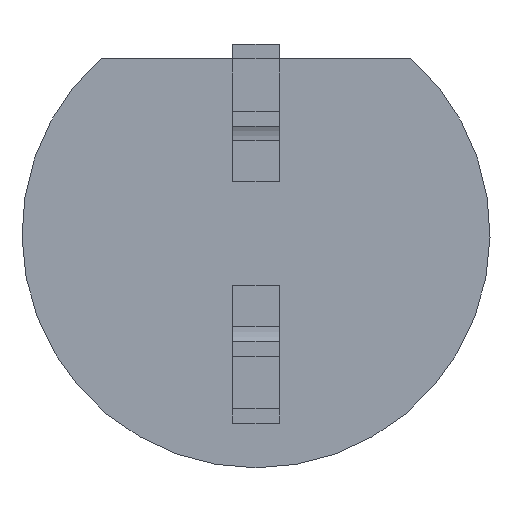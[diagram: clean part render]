
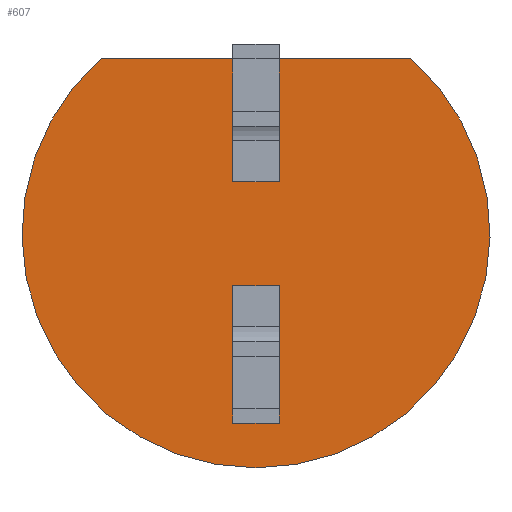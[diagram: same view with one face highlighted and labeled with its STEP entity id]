
A CAD part, front view. The second image highlights one B-rep face of the part: STEP entity #607.
In plain terms, the highlighted planar face has unit normal (0, -1, 0).
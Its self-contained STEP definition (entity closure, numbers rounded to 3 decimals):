
#427 = EDGE_CURVE ( 'NONE', #3616, #654, #4995, .T. ) ;
#483 = ORIENTED_EDGE ( 'NONE', *, *, #705, .T. ) ;
#607 = ADVANCED_FACE ( 'NONE', ( #5532, #5531, #5530 ), #5574, .T. ) ;
#608 = EDGE_LOOP ( 'NONE', ( #609, #614, #483, #20171 ) ) ;
#609 = ORIENTED_EDGE ( 'NONE', *, *, #610, .F. ) ;
#610 = EDGE_CURVE ( 'NONE', #611, #613, #5572, .T. ) ;
#611 = VERTEX_POINT ( 'NONE', #5565 ) ;
#613 = VERTEX_POINT ( 'NONE', #5563 ) ;
#614 = ORIENTED_EDGE ( 'NONE', *, *, #615, .T. ) ;
#615 = EDGE_CURVE ( 'NONE', #611, #616, #5562, .T. ) ;
#616 = VERTEX_POINT ( 'NONE', #5558 ) ;
#654 = VERTEX_POINT ( 'NONE', #5622 ) ;
#659 = VERTEX_POINT ( 'NONE', #5655 ) ;
#660 = ORIENTED_EDGE ( 'NONE', *, *, #20163, .F. ) ;
#696 = EDGE_CURVE ( 'NONE', #613, #659, #5716, .T. ) ;
#700 = ORIENTED_EDGE ( 'NONE', *, *, #3251, .T. ) ;
#702 = ORIENTED_EDGE ( 'NONE', *, *, #703, .F. ) ;
#703 = EDGE_CURVE ( 'NONE', #3252, #708, #5754, .T. ) ;
#705 = EDGE_CURVE ( 'NONE', #616, #659, #5750, .T. ) ;
#706 = ORIENTED_EDGE ( 'NONE', *, *, #427, .T. ) ;
#708 = VERTEX_POINT ( 'NONE', #5746 ) ;
#720 = ORIENTED_EDGE ( 'NONE', *, *, #721, .F. ) ;
#721 = EDGE_CURVE ( 'NONE', #708, #730, #5778, .T. ) ;
#722 = ORIENTED_EDGE ( 'NONE', *, *, #3586, .T. ) ;
#728 = ORIENTED_EDGE ( 'NONE', *, *, #729, .T. ) ;
#729 = EDGE_CURVE ( 'NONE', #3160, #730, #5808, .T. ) ;
#730 = VERTEX_POINT ( 'NONE', #5804 ) ;
#735 = EDGE_LOOP ( 'NONE', ( #728, #720, #702, #700 ) ) ;
#3160 = VERTEX_POINT ( 'NONE', #17202 ) ;
#3251 = EDGE_CURVE ( 'NONE', #3252, #3160, #17458, .T. ) ;
#3252 = VERTEX_POINT ( 'NONE', #17454 ) ;
#3586 = EDGE_CURVE ( 'NONE', #3587, #3616, #18516, .T. ) ;
#3587 = VERTEX_POINT ( 'NONE', #18511 ) ;
#3616 = VERTEX_POINT ( 'NONE', #18337 ) ;
#4991 = DIRECTION ( 'NONE',  ( 1., 0., 0. ) ) ;
#4992 = DIRECTION ( 'NONE',  ( 0., -1., 0. ) ) ;
#4993 = CARTESIAN_POINT ( 'NONE',  ( 0., -1., 0. ) ) ;
#4994 = AXIS2_PLACEMENT_3D ( 'NONE', #4993, #4992, #4991 ) ;
#4995 = CIRCLE ( 'NONE', #4994, 2. ) ;
#5530 = FACE_BOUND ( 'NONE', #735, .T. ) ;
#5531 = FACE_OUTER_BOUND ( 'NONE', #20164, .T. ) ;
#5532 = FACE_BOUND ( 'NONE', #608, .T. ) ;
#5558 = CARTESIAN_POINT ( 'NONE',  ( -0.2, -1., 0.445 ) ) ;
#5559 = DIRECTION ( 'NONE',  ( -1., 0., 0. ) ) ;
#5560 = VECTOR ( 'NONE', #5559, 1000. ) ;
#5561 = CARTESIAN_POINT ( 'NONE',  ( 0.2, -1., 0.445 ) ) ;
#5562 = LINE ( 'NONE', #5561, #5560 ) ;
#5563 = CARTESIAN_POINT ( 'NONE',  ( 0.2, -1., 1.27 ) ) ;
#5565 = CARTESIAN_POINT ( 'NONE',  ( 0.2, -1., 0.445 ) ) ;
#5566 = DIRECTION ( 'NONE',  ( 0., 0., 1. ) ) ;
#5567 = VECTOR ( 'NONE', #5566, 1000. ) ;
#5568 = CARTESIAN_POINT ( 'NONE',  ( 0.2, -1., -21.293 ) ) ;
#5569 = DIRECTION ( 'NONE',  ( 1., 0., 0. ) ) ;
#5570 = DIRECTION ( 'NONE',  ( 0., -1., 0. ) ) ;
#5571 = AXIS2_PLACEMENT_3D ( 'NONE', #5573, #5570, #5569 ) ;
#5572 = LINE ( 'NONE', #5568, #5567 ) ;
#5573 = CARTESIAN_POINT ( 'NONE',  ( 0., -1., 0. ) ) ;
#5574 = PLANE ( 'NONE',  #5571 ) ;
#5622 = CARTESIAN_POINT ( 'NONE',  ( 1.323, -1., 1.5 ) ) ;
#5655 = CARTESIAN_POINT ( 'NONE',  ( -0.2, -1., 1.27 ) ) ;
#5713 = DIRECTION ( 'NONE',  ( -1., 0., 0. ) ) ;
#5714 = VECTOR ( 'NONE', #5713, 1000. ) ;
#5715 = CARTESIAN_POINT ( 'NONE',  ( 0.2, -1., 1.27 ) ) ;
#5716 = LINE ( 'NONE', #5715, #5714 ) ;
#5746 = CARTESIAN_POINT ( 'NONE',  ( -0.2, -1., -0.445 ) ) ;
#5747 = DIRECTION ( 'NONE',  ( 0., 0., 1. ) ) ;
#5748 = VECTOR ( 'NONE', #5747, 1000. ) ;
#5749 = CARTESIAN_POINT ( 'NONE',  ( -0.2, -1., -21.293 ) ) ;
#5750 = LINE ( 'NONE', #5749, #5748 ) ;
#5751 = DIRECTION ( 'NONE',  ( -1., 0., 0. ) ) ;
#5752 = VECTOR ( 'NONE', #5751, 1000. ) ;
#5753 = CARTESIAN_POINT ( 'NONE',  ( 0.2, -1., -0.445 ) ) ;
#5754 = LINE ( 'NONE', #5753, #5752 ) ;
#5775 = DIRECTION ( 'NONE',  ( 0., 0., -1. ) ) ;
#5776 = VECTOR ( 'NONE', #5775, 1000. ) ;
#5777 = CARTESIAN_POINT ( 'NONE',  ( -0.2, -1., -21.293 ) ) ;
#5778 = LINE ( 'NONE', #5777, #5776 ) ;
#5804 = CARTESIAN_POINT ( 'NONE',  ( -0.2, -1., -1.27 ) ) ;
#5805 = DIRECTION ( 'NONE',  ( -1., 0., 0. ) ) ;
#5806 = VECTOR ( 'NONE', #5805, 1000. ) ;
#5807 = CARTESIAN_POINT ( 'NONE',  ( 0.2, -1., -1.27 ) ) ;
#5808 = LINE ( 'NONE', #5807, #5806 ) ;
#17202 = CARTESIAN_POINT ( 'NONE',  ( 0.2, -1., -1.27 ) ) ;
#17454 = CARTESIAN_POINT ( 'NONE',  ( 0.2, -1., -0.445 ) ) ;
#17455 = DIRECTION ( 'NONE',  ( 0., 0., -1. ) ) ;
#17456 = VECTOR ( 'NONE', #17455, 1000. ) ;
#17457 = CARTESIAN_POINT ( 'NONE',  ( 0.2, -1., -21.293 ) ) ;
#17458 = LINE ( 'NONE', #17457, #17456 ) ;
#18337 = CARTESIAN_POINT ( 'NONE',  ( 0., -1., -2. ) ) ;
#18511 = CARTESIAN_POINT ( 'NONE',  ( -1.323, -1., 1.5 ) ) ;
#18512 = DIRECTION ( 'NONE',  ( 1., 0., 0. ) ) ;
#18513 = DIRECTION ( 'NONE',  ( 0., -1., 0. ) ) ;
#18514 = CARTESIAN_POINT ( 'NONE',  ( 0., -1., 0. ) ) ;
#18515 = AXIS2_PLACEMENT_3D ( 'NONE', #18514, #18513, #18512 ) ;
#18516 = CIRCLE ( 'NONE', #18515, 2. ) ;
#19195 = DIRECTION ( 'NONE',  ( 1., 0., 0. ) ) ;
#19196 = VECTOR ( 'NONE', #19195, 1000. ) ;
#19197 = CARTESIAN_POINT ( 'NONE',  ( -1.323, -1., 1.5 ) ) ;
#19198 = LINE ( 'NONE', #19197, #19196 ) ;
#20163 = EDGE_CURVE ( 'NONE', #3587, #654, #19198, .T. ) ;
#20164 = EDGE_LOOP ( 'NONE', ( #722, #706, #660 ) ) ;
#20171 = ORIENTED_EDGE ( 'NONE', *, *, #696, .F. ) ;
